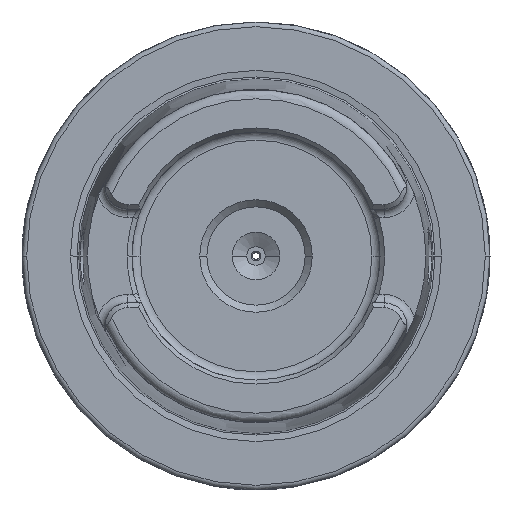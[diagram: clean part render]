
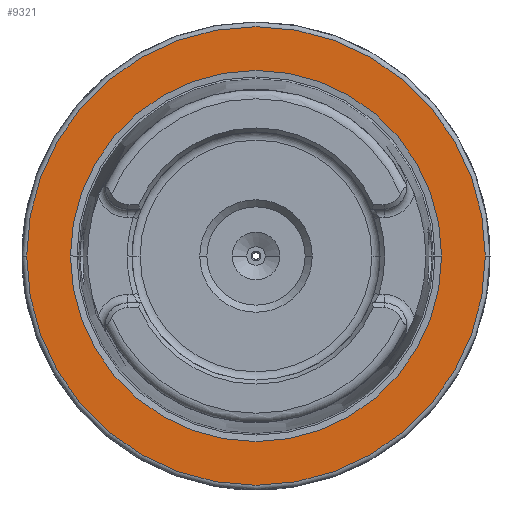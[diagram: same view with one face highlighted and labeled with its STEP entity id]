
A CAD part, left-side view. The second image highlights one B-rep face of the part: STEP entity #9321.
In plain terms, the highlighted planar face has unit normal (-1, 0, 0).
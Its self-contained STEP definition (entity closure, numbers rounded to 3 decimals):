
#411 = DIRECTION ( 'NONE',  ( 0., 0., 1. ) ) ;
#557 = CIRCLE ( 'NONE', #11107, 49. ) ;
#1304 = EDGE_CURVE ( 'NONE', #8016, #2698, #5874, .T. ) ;
#1767 = DIRECTION ( 'NONE',  ( 1., 0., 0. ) ) ;
#1828 = CARTESIAN_POINT ( 'NONE',  ( 0.05, 0., 0. ) ) ;
#2031 = ORIENTED_EDGE ( 'NONE', *, *, #9125, .F. ) ;
#2698 = VERTEX_POINT ( 'NONE', #3417 ) ;
#3033 = DIRECTION ( 'NONE',  ( 1., 0., 0. ) ) ;
#3249 = VERTEX_POINT ( 'NONE', #12013 ) ;
#3417 = CARTESIAN_POINT ( 'NONE',  ( 0.05, 0., 39.647 ) ) ;
#3757 = CARTESIAN_POINT ( 'NONE',  ( 0.05, 0., 0. ) ) ;
#4261 = CARTESIAN_POINT ( 'NONE',  ( 0.05, 39.647, 0. ) ) ;
#4276 = AXIS2_PLACEMENT_3D ( 'NONE', #4261, #7944, #411 ) ;
#4877 = CARTESIAN_POINT ( 'NONE',  ( 0.05, 0., 0. ) ) ;
#5071 = FACE_OUTER_BOUND ( 'NONE', #7469, .T. ) ;
#5393 = ORIENTED_EDGE ( 'NONE', *, *, #9398, .F. ) ;
#5668 = CIRCLE ( 'NONE', #7604, 49. ) ;
#5874 = CIRCLE ( 'NONE', #10550, 39.647 ) ;
#5923 = DIRECTION ( 'NONE',  ( 0., 0., -1. ) ) ;
#5989 = DIRECTION ( 'NONE',  ( 1., 0., 0. ) ) ;
#6027 = EDGE_CURVE ( 'NONE', #2698, #8016, #11858, .T. ) ;
#6622 = CARTESIAN_POINT ( 'NONE',  ( 0.05, 0., -39.647 ) ) ;
#6657 = DIRECTION ( 'NONE',  ( 0., 0., -1. ) ) ;
#7287 = ORIENTED_EDGE ( 'NONE', *, *, #6027, .T. ) ;
#7469 = EDGE_LOOP ( 'NONE', ( #2031, #5393 ) ) ;
#7493 = ORIENTED_EDGE ( 'NONE', *, *, #1304, .T. ) ;
#7604 = AXIS2_PLACEMENT_3D ( 'NONE', #10627, #5989, #10683 ) ;
#7710 = EDGE_LOOP ( 'NONE', ( #7287, #7493 ) ) ;
#7944 = DIRECTION ( 'NONE',  ( -1., 0., 0. ) ) ;
#7972 = AXIS2_PLACEMENT_3D ( 'NONE', #4877, #3033, #5923 ) ;
#8016 = VERTEX_POINT ( 'NONE', #6622 ) ;
#8982 = PLANE ( 'NONE',  #4276 ) ;
#9125 = EDGE_CURVE ( 'NONE', #3249, #10106, #557, .T. ) ;
#9243 = DIRECTION ( 'NONE',  ( 0., 0., -1. ) ) ;
#9321 = ADVANCED_FACE ( 'NONE', ( #9839, #5071 ), #8982, .T. ) ;
#9325 = DIRECTION ( 'NONE',  ( 1., 0., 0. ) ) ;
#9398 = EDGE_CURVE ( 'NONE', #10106, #3249, #5668, .T. ) ;
#9839 = FACE_BOUND ( 'NONE', #7710, .T. ) ;
#10106 = VERTEX_POINT ( 'NONE', #11916 ) ;
#10550 = AXIS2_PLACEMENT_3D ( 'NONE', #3757, #9325, #6657 ) ;
#10627 = CARTESIAN_POINT ( 'NONE',  ( 0.05, 0., 0. ) ) ;
#10683 = DIRECTION ( 'NONE',  ( 0., 0., -1. ) ) ;
#11107 = AXIS2_PLACEMENT_3D ( 'NONE', #1828, #1767, #9243 ) ;
#11858 = CIRCLE ( 'NONE', #7972, 39.647 ) ;
#11916 = CARTESIAN_POINT ( 'NONE',  ( 0.05, 0., 49. ) ) ;
#12013 = CARTESIAN_POINT ( 'NONE',  ( 0.05, 0., -49. ) ) ;
